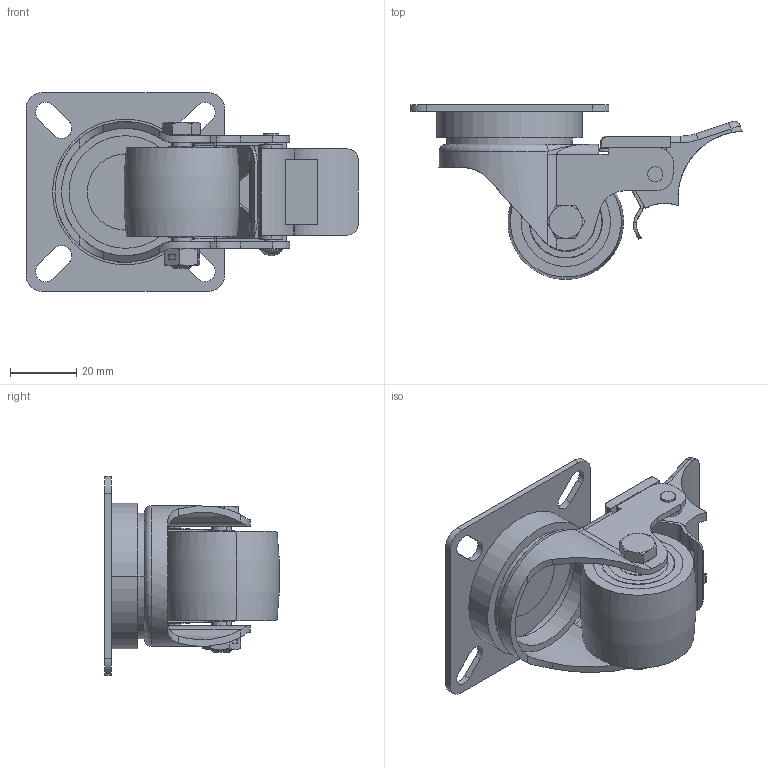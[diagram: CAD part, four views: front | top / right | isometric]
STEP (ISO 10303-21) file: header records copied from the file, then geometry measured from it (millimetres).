
FILE_DESCRIPTION (( 'STEP AP214' ), '1' );
FILE_NAME ('0051033.step', '2021-01-22T10:20:07', ( '' ), ( '' ), 'SwSTEP 2.0', 'SolidWorks 2018', '' );
FILE_SCHEMA (( 'AUTOMOTIVE_DESIGN' ));
Length unit declared in the file: millimetre
Products named in the file (1): 0051033
Bounding box: 100.19 x 52.71 x 60 mm (x, y, z)
Volume: 48384.6 mm3; surface area: 46556.8 mm2
Topology: 21 solids, 21 shells, 445 faces, 1084 edges, 680 vertices
Faces by surface type: cylinder 181, plane 164, torus 57, cone 35, bspline 8
Entity records: 19204 total; most frequent: CARTESIAN_POINT 3433, DIRECTION 2318, ORIENTED_EDGE 2160, EDGE_CURVE 1080, AXIS2_PLACEMENT_3D 920, VERTEX_POINT 680, EDGE_LOOP 502, CIRCLE 482
